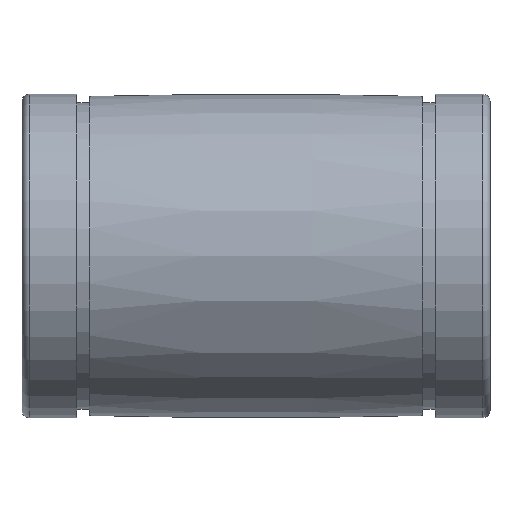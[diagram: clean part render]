
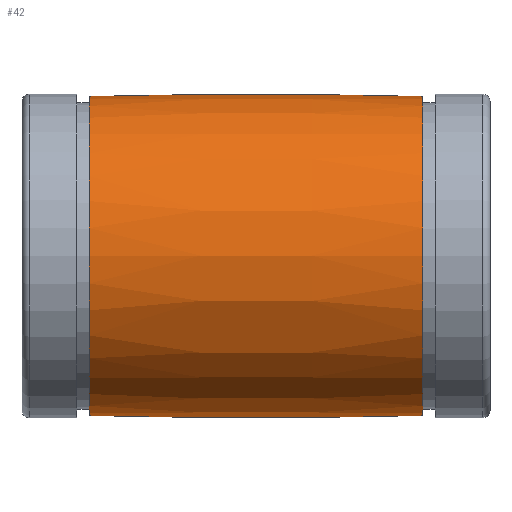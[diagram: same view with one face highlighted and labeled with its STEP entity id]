
A CAD part, top view. The second image highlights one B-rep face of the part: STEP entity #42.
In plain terms, the highlighted free-form (B-spline) face has degree [3, 3] with [4, 7] control points.
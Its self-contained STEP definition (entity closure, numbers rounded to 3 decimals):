
#42 = ADVANCED_FACE( '', ( #93, #94 ), #95, .T. );
#93 = FACE_OUTER_BOUND( '', #164, .T. );
#94 = FACE_OUTER_BOUND( '', #165, .T. );
#95 = ( BOUNDED_SURFACE(  )B_SPLINE_SURFACE( 3, 3, ( ( #168, #169, #170, #171, #172, #173, #174 ), ( #175, #176, #177, #178, #179, #180, #181 ), ( #182, #183, #184, #185, #186, #187, #188 ), ( #189, #190, #191, #192, #193, #194, #195 ) ), .UNSPECIFIED., .F., .T., .F. )B_SPLINE_SURFACE_WITH_KNOTS( ( 4, 4 ), ( 4, 3, 4 ), ( 0., 6.283 ), ( -0.026, 0., 0.026 ), .UNSPECIFIED. )GEOMETRIC_REPRESENTATION_ITEM(  )RATIONAL_B_SPLINE_SURFACE( ( ( 1., 0.333, 0.333, 1., 0.333, 0.333, 1. ), ( 1., 0.333, 0.333, 1., 0.333, 0.333, 1. ), ( 1., 0.333, 0.333, 1., 0.333, 0.333, 1. ), ( 1., 0.333, 0.333, 1., 0.333, 0.333, 1. ) ) )REPRESENTATION_ITEM( '' )SURFACE(  ) );
#164 = EDGE_LOOP( '', ( #265 ) );
#165 = EDGE_LOOP( '', ( #266 ) );
#168 = CARTESIAN_POINT( '', ( 58.2, 0., -23.188 ) );
#169 = CARTESIAN_POINT( '', ( 58.2, 46.375, -23.188 ) );
#170 = CARTESIAN_POINT( '', ( 58.2, 46.375, 23.188 ) );
#171 = CARTESIAN_POINT( '', ( 58.2, 0., 23.188 ) );
#172 = CARTESIAN_POINT( '', ( 58.2, -46.375, 23.188 ) );
#173 = CARTESIAN_POINT( '', ( 58.2, -46.375, -23.188 ) );
#174 = CARTESIAN_POINT( '', ( 58.2, 0., -23.188 ) );
#175 = CARTESIAN_POINT( '', ( 42.068, 0., -23.604 ) );
#176 = CARTESIAN_POINT( '', ( 42.068, 47.208, -23.604 ) );
#177 = CARTESIAN_POINT( '', ( 42.068, 47.208, 23.604 ) );
#178 = CARTESIAN_POINT( '', ( 42.068, 0., 23.604 ) );
#179 = CARTESIAN_POINT( '', ( 42.068, -47.208, 23.604 ) );
#180 = CARTESIAN_POINT( '', ( 42.068, -47.208, -23.604 ) );
#181 = CARTESIAN_POINT( '', ( 42.068, 0., -23.604 ) );
#182 = CARTESIAN_POINT( '', ( 25.932, 0., -23.604 ) );
#183 = CARTESIAN_POINT( '', ( 25.932, 47.208, -23.604 ) );
#184 = CARTESIAN_POINT( '', ( 25.932, 47.208, 23.604 ) );
#185 = CARTESIAN_POINT( '', ( 25.932, 0., 23.604 ) );
#186 = CARTESIAN_POINT( '', ( 25.932, -47.208, 23.604 ) );
#187 = CARTESIAN_POINT( '', ( 25.932, -47.208, -23.604 ) );
#188 = CARTESIAN_POINT( '', ( 25.932, 0., -23.604 ) );
#189 = CARTESIAN_POINT( '', ( 9.8, 0., -23.188 ) );
#190 = CARTESIAN_POINT( '', ( 9.8, 46.375, -23.188 ) );
#191 = CARTESIAN_POINT( '', ( 9.8, 46.375, 23.188 ) );
#192 = CARTESIAN_POINT( '', ( 9.8, 0., 23.188 ) );
#193 = CARTESIAN_POINT( '', ( 9.8, -46.375, 23.188 ) );
#194 = CARTESIAN_POINT( '', ( 9.8, -46.375, -23.188 ) );
#195 = CARTESIAN_POINT( '', ( 9.8, 0., -23.188 ) );
#265 = ORIENTED_EDGE( '', *, *, #355, .T. );
#266 = ORIENTED_EDGE( '', *, *, #356, .F. );
#355 = EDGE_CURVE( '', #389, #389, #390, .T. );
#356 = EDGE_CURVE( '', #391, #391, #392, .T. );
#389 = VERTEX_POINT( '', #437 );
#390 = CIRCLE( '', #438, 23.188 );
#391 = VERTEX_POINT( '', #439 );
#392 = CIRCLE( '', #440, 23.187 );
#437 = CARTESIAN_POINT( '', ( 9.8, 0., -23.188 ) );
#438 = AXIS2_PLACEMENT_3D( '', #485, #486, #487 );
#439 = CARTESIAN_POINT( '', ( 58.2, 0., -23.187 ) );
#440 = AXIS2_PLACEMENT_3D( '', #488, #489, #490 );
#485 = CARTESIAN_POINT( '', ( 9.8, 0., 0. ) );
#486 = DIRECTION( '', ( 1., 0., 0. ) );
#487 = DIRECTION( '', ( 0., 0., -1. ) );
#488 = CARTESIAN_POINT( '', ( 58.2, 0., 0. ) );
#489 = DIRECTION( '', ( 1., 0., 0. ) );
#490 = DIRECTION( '', ( 0., 0., -1. ) );
